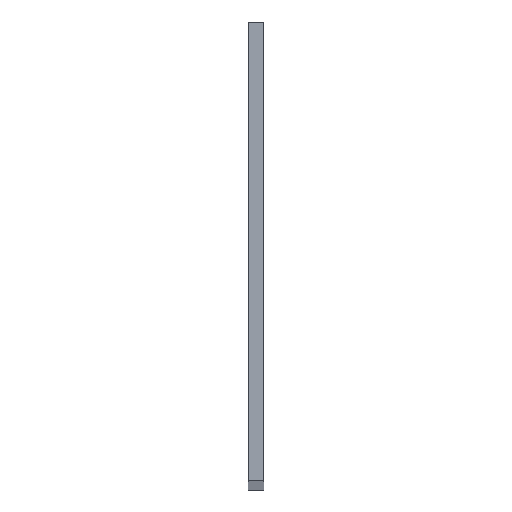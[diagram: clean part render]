
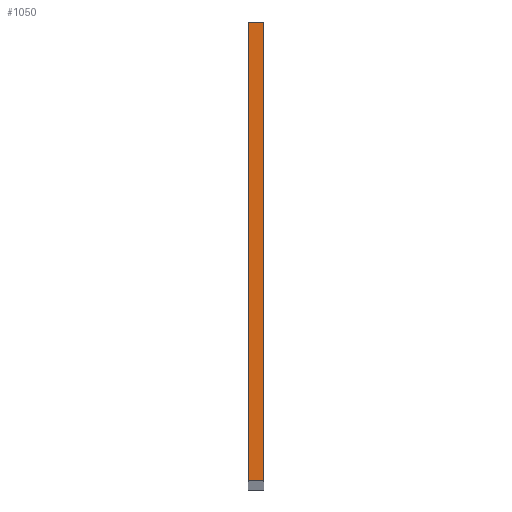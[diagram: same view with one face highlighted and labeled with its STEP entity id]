
A CAD part, top view. The second image highlights one B-rep face of the part: STEP entity #1050.
In plain terms, the highlighted planar face has unit normal (0, 0, 1).
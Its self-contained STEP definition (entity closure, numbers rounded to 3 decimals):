
#3 = EDGE_CURVE ( 'NONE', #461, #154, #886, .T. ) ;
#19 = EDGE_CURVE ( 'NONE', #124, #154, #834, .T. ) ;
#29 = EDGE_CURVE ( 'NONE', #124, #447, #844, .T. ) ;
#50 = EDGE_CURVE ( 'NONE', #447, #461, #967, .T. ) ;
#124 = VERTEX_POINT ( 'NONE', #779 ) ;
#154 = VERTEX_POINT ( 'NONE', #489 ) ;
#186 = AXIS2_PLACEMENT_3D ( 'NONE', #797, #645, #644 ) ;
#259 = ORIENTED_EDGE ( 'NONE', *, *, #50, .F. ) ;
#300 = ORIENTED_EDGE ( 'NONE', *, *, #29, .F. ) ;
#308 = ORIENTED_EDGE ( 'NONE', *, *, #19, .T. ) ;
#353 = ORIENTED_EDGE ( 'NONE', *, *, #3, .F. ) ;
#406 = EDGE_LOOP ( 'NONE', ( #308, #353, #259, #300 ) ) ;
#447 = VERTEX_POINT ( 'NONE', #672 ) ;
#461 = VERTEX_POINT ( 'NONE', #776 ) ;
#489 = CARTESIAN_POINT ( 'NONE',  ( 1.5, 44.21, 263. ) ) ;
#520 = CARTESIAN_POINT ( 'NONE',  ( 1.5, 0., 263. ) ) ;
#549 = CARTESIAN_POINT ( 'NONE',  ( 1.5, 44.21, 263. ) ) ;
#636 = CARTESIAN_POINT ( 'NONE',  ( 0., 44.21, 263. ) ) ;
#640 = DIRECTION ( 'NONE',  ( 0., 1., 0. ) ) ;
#641 = PLANE ( 'NONE',  #186 ) ;
#644 = DIRECTION ( 'NONE',  ( -1., 0., 0. ) ) ;
#645 = DIRECTION ( 'NONE',  ( 0., 0., -1. ) ) ;
#672 = CARTESIAN_POINT ( 'NONE',  ( 0., 0., 263. ) ) ;
#735 = DIRECTION ( 'NONE',  ( 1., 0., 0. ) ) ;
#751 = CARTESIAN_POINT ( 'NONE',  ( 0., 44.21, 263. ) ) ;
#776 = CARTESIAN_POINT ( 'NONE',  ( 0., 44.21, 263. ) ) ;
#779 = CARTESIAN_POINT ( 'NONE',  ( 1.5, 0., 263. ) ) ;
#794 = DIRECTION ( 'NONE',  ( 0., 1., 0. ) ) ;
#797 = CARTESIAN_POINT ( 'NONE',  ( 1.5, 44.21, 263. ) ) ;
#811 = DIRECTION ( 'NONE',  ( -1., 0., 0. ) ) ;
#834 = LINE ( 'NONE', #549, #878 ) ;
#843 = VECTOR ( 'NONE', #811, 1000. ) ;
#844 = LINE ( 'NONE', #520, #843 ) ;
#871 = VECTOR ( 'NONE', #735, 1000. ) ;
#878 = VECTOR ( 'NONE', #640, 1000. ) ;
#886 = LINE ( 'NONE', #636, #871 ) ;
#922 = FACE_OUTER_BOUND ( 'NONE', #406, .T. ) ;
#967 = LINE ( 'NONE', #751, #980 ) ;
#980 = VECTOR ( 'NONE', #794, 1000. ) ;
#1050 = ADVANCED_FACE ( 'NONE', ( #922 ), #641, .F. ) ;
